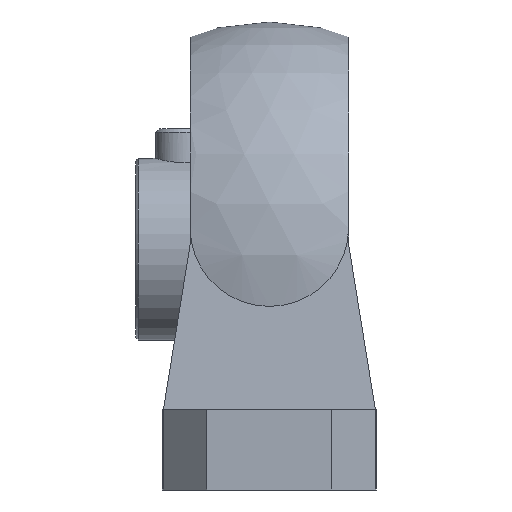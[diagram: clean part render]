
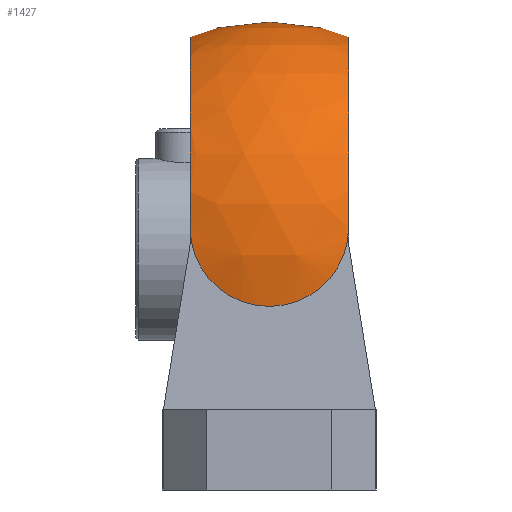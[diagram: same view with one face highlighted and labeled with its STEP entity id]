
A CAD part, left-side view. The second image highlights one B-rep face of the part: STEP entity #1427.
In plain terms, the highlighted spherical face has radius 17 mm.
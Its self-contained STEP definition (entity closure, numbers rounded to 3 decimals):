
#22=SPHERICAL_SURFACE('',#1569,17.);
#438=FACE_OUTER_BOUND('',#544,.T.);
#544=EDGE_LOOP('',(#1193,#1194,#1195,#1196));
#647=CIRCLE('',#1570,5.925);
#648=CIRCLE('',#1571,15.934);
#649=CIRCLE('',#1572,5.925);
#650=CIRCLE('',#1573,15.934);
#771=VERTEX_POINT('',#2477);
#772=VERTEX_POINT('',#2478);
#773=VERTEX_POINT('',#2480);
#774=VERTEX_POINT('',#2482);
#935=EDGE_CURVE('',#771,#772,#647,.T.);
#936=EDGE_CURVE('',#773,#771,#648,.T.);
#937=EDGE_CURVE('',#774,#773,#649,.T.);
#938=EDGE_CURVE('',#774,#772,#650,.T.);
#1193=ORIENTED_EDGE('',*,*,#935,.F.);
#1194=ORIENTED_EDGE('',*,*,#936,.F.);
#1195=ORIENTED_EDGE('',*,*,#937,.F.);
#1196=ORIENTED_EDGE('',*,*,#938,.T.);
#1427=ADVANCED_FACE('',(#438),#22,.T.);
#1569=AXIS2_PLACEMENT_3D('',#2476,#1892,#1893);
#1570=AXIS2_PLACEMENT_3D('',#2479,#1894,#1895);
#1571=AXIS2_PLACEMENT_3D('',#2481,#1896,#1897);
#1572=AXIS2_PLACEMENT_3D('',#2483,#1898,#1899);
#1573=AXIS2_PLACEMENT_3D('',#2484,#1900,#1901);
#1892=DIRECTION('center_axis',(0.,0.,1.));
#1893=DIRECTION('ref_axis',(1.,0.,0.));
#1894=DIRECTION('center_axis',(-0.995,0.,-0.102));
#1895=DIRECTION('ref_axis',(-0.102,0.,0.995));
#1896=DIRECTION('center_axis',(0.,1.,0.));
#1897=DIRECTION('ref_axis',(1.,0.,0.));
#1898=DIRECTION('center_axis',(0.995,0.,-0.102));
#1899=DIRECTION('ref_axis',(-0.102,0.,-0.995));
#1900=DIRECTION('center_axis',(0.,1.,0.));
#1901=DIRECTION('ref_axis',(1.,0.,0.));
#2476=CARTESIAN_POINT('Origin',(0.,0.,0.));
#2477=CARTESIAN_POINT('',(15.851,5.925,1.624));
#2478=CARTESIAN_POINT('',(15.851,-5.925,1.624));
#2479=CARTESIAN_POINT('Origin',(15.851,0.,1.624));
#2480=CARTESIAN_POINT('',(-15.851,5.925,1.624));
#2481=CARTESIAN_POINT('Origin',(0.,5.925,0.));
#2482=CARTESIAN_POINT('',(-15.851,-5.925,1.624));
#2483=CARTESIAN_POINT('Origin',(-15.851,0.,1.624));
#2484=CARTESIAN_POINT('Origin',(0.,-5.925,0.));
